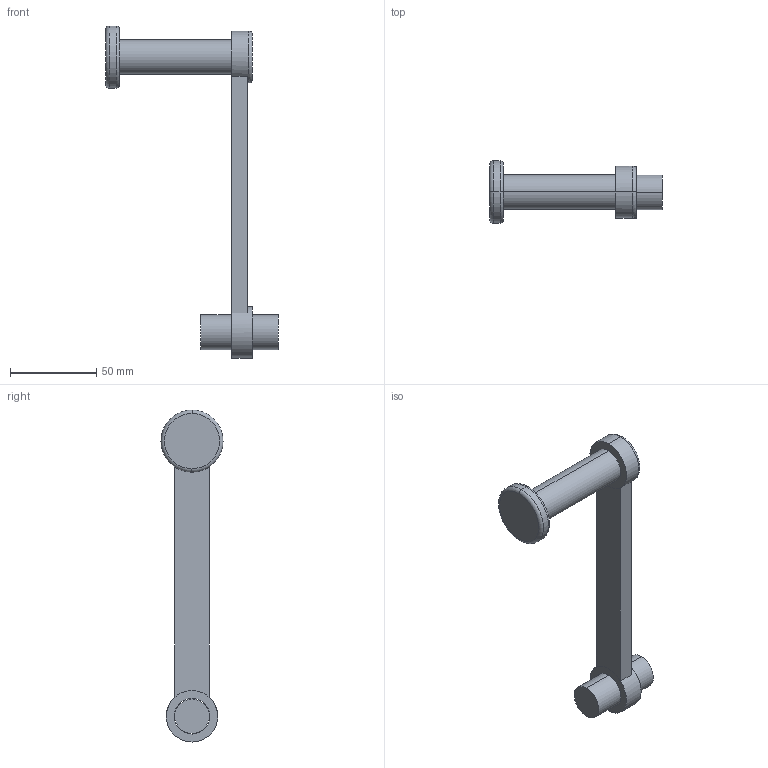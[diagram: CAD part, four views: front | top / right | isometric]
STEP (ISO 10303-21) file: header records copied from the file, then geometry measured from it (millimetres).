
FILE_DESCRIPTION( ( 'STEP AP203' ), '1' );
FILE_NAME( 'ConsecutiveRotation.step', ' ', ( ' ' ), ( ' ' ), 'PSStep 20.0.26', ' ', ' ' );
FILE_SCHEMA( ( 'CONFIG_CONTROL_DESIGN' ) );
Length unit declared in the file: metre
Products named in the file (4): Assem1
Assembly tree (3 placements, depth 3):
  Assem1
    (unnamed)
      (unnamed)
      (unnamed)
Bounding box: 100 x 36 x 192.24 mm (x, y, z)
Volume: 78970.3 mm3; surface area: 22083 mm2
Topology: 2 solids, 2 shells, 30 faces, 64 edges, 40 vertices
Faces by surface type: cylinder 12, plane 12, torus 6
Entity records: 977 total; most frequent: DIRECTION 178, CARTESIAN_POINT 139, ORIENTED_EDGE 128, AXIS2_PLACEMENT_3D 79, EDGE_CURVE 64, CIRCLE 44, VERTEX_POINT 40, EDGE_LOOP 34
